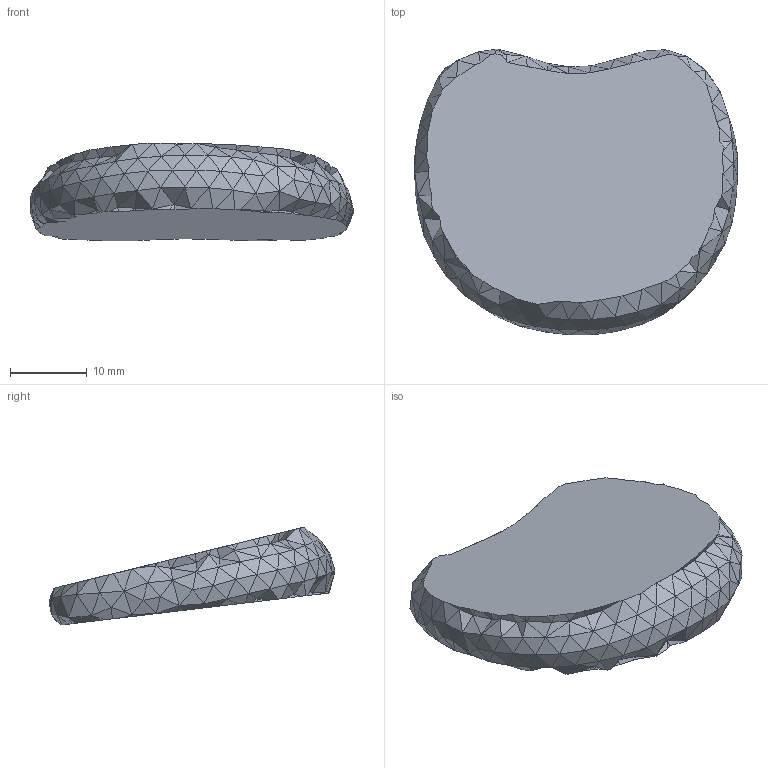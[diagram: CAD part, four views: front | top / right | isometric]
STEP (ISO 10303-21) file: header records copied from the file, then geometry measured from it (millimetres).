
FILE_DESCRIPTION(/* description */ (''),/* implementation_level */ '2;1');
FILE_NAME(/* name */ 'IVD_L1.step',/* time_stamp */ '2024-06-05T10:10:45-04:00',/* author */ (''),/* organization */ (''),/* preprocessor_version */ 'ST-DEVELOPER v20',/* originating_system */ 'Autodesk Translation Framework v13.14.0.145',/* authorisation */ '');
FILE_SCHEMA (('AUTOMOTIVE_DESIGN { 1 0 10303 214 3 1 1 }'));
Length unit declared in the file: millimetre
Products named in the file (1): IVD_L1
Bounding box: 42.23 x 37.35 x 12.8 mm (x, y, z)
Volume: 8488.6 mm3; surface area: 3293.6 mm2
Topology: 1 solids, 1 shells, 406 faces, 764 edges, 361 vertices
Faces by surface type: plane 406
Entity records: 9361 total; most frequent: DIRECTION 1578, CARTESIAN_POINT 1532, ORIENTED_EDGE 1528, LINE 764, VECTOR 764, EDGE_CURVE 764, EDGE_LOOP 407, AXIS2_PLACEMENT_3D 407
